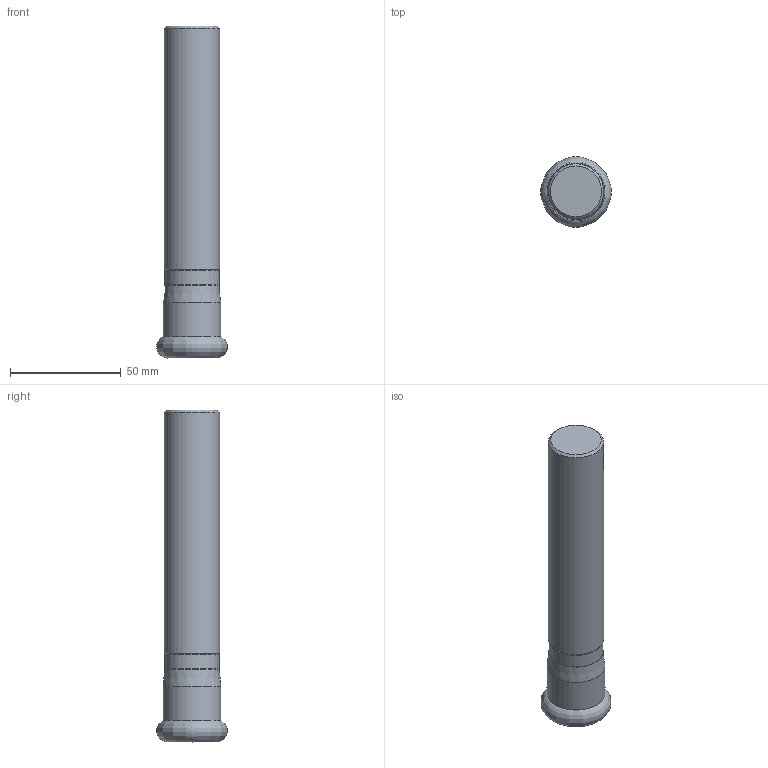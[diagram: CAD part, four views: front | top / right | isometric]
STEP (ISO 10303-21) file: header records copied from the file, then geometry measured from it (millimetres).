
FILE_DESCRIPTION(/* description */ (''),/* implementation_level */ '2;1');
FILE_NAME(/* name */ 'toolassembly_1.stp',/* time_stamp */ '2018-10-04T14:12:20+02:00',/* author */ (''),/* organization */ ('SMS'),/* preprocessor_version */ 'ST-DEVELOPER v15',/* originating_system */ 'SIEMENS PLM Software NX 8.5',/* authorisation */ '');
FILE_SCHEMA (('AUTOMOTIVE_DESIGN { 1 0 10303 214 3 1 1 1 }'));
Length unit declared in the file: millimetre
Products named in the file (4): ASSEMBLY_CONSTRUCTION; CUT_20181004141134; NOCUT_20181004141130; TOOLASSEMBLY_1
Assembly tree (3 placements, depth 2):
  TOOLASSEMBLY_1
    NOCUT_20181004141130
    CUT_20181004141134
    ASSEMBLY_CONSTRUCTION
Bounding box: 31.95 x 31.91 x 150 mm (x, y, z)
Volume: 79973.1 mm3; surface area: 15100.2 mm2
Topology: 2 solids, 2 shells, 19 faces, 40 edges, 33 vertices
Faces by surface type: torus 7, cone 5, plane 3, cylinder 3, bspline 1
Full cylindrical faces by diameter (mm): 24.489 x1, 24.989 x1, 26.107 x1
Entity records: 2135 total; most frequent: CARTESIAN_POINT 1615, DIRECTION 96, AXIS2_PLACEMENT_3D 48, EDGE_LOOP 34, ORIENTED_EDGE 34, FACE_BOUND 33, STYLED_ITEM 21, PRESENTATION_STYLE_ASSIGNMENT 21
